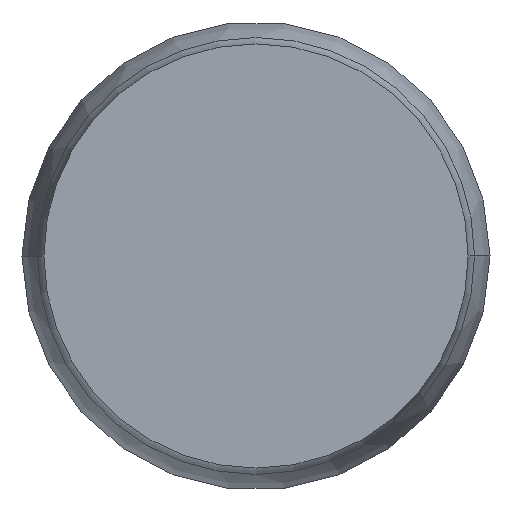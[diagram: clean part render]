
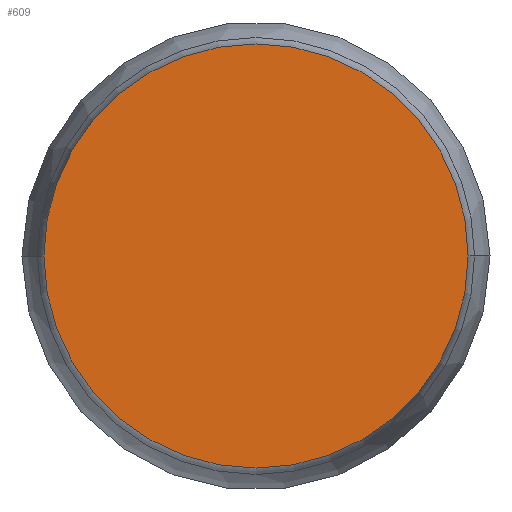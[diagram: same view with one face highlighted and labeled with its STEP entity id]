
A CAD part, left-side view. The second image highlights one B-rep face of the part: STEP entity #609.
In plain terms, the highlighted planar face has unit normal (-1, 0, 0).
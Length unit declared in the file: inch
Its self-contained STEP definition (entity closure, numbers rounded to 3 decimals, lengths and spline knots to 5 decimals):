
#36 = CARTESIAN_POINT ( 'NONE',  ( 0., -0.033, 0. ) ) ;
#43 = CARTESIAN_POINT ( 'NONE',  ( 0., 0.033, 0. ) ) ;
#69 = CARTESIAN_POINT ( 'NONE',  ( 0., 0., 0. ) ) ;
#120 = PLANE ( 'NONE',  #497 ) ;
#123 = DIRECTION ( 'NONE',  ( 0., -1., 0. ) ) ;
#124 = DIRECTION ( 'NONE',  ( -1., 0., 0. ) ) ;
#145 = CIRCLE ( 'NONE', #487, 0.033 ) ;
#168 = FACE_OUTER_BOUND ( 'NONE', #735, .T. ) ;
#188 = CIRCLE ( 'NONE', #461, 0.033 ) ;
#341 = DIRECTION ( 'NONE',  ( 0., 1., 0. ) ) ;
#359 = DIRECTION ( 'NONE',  ( 1., 0., 0. ) ) ;
#385 = CARTESIAN_POINT ( 'NONE',  ( 0., 0., 0. ) ) ;
#400 = DIRECTION ( 'NONE',  ( 1., 0., 0. ) ) ;
#429 = CARTESIAN_POINT ( 'NONE',  ( 0., 0., 0. ) ) ;
#438 = DIRECTION ( 'NONE',  ( 0., 1., 0. ) ) ;
#461 = AXIS2_PLACEMENT_3D ( 'NONE', #385, #400, #341 ) ;
#487 = AXIS2_PLACEMENT_3D ( 'NONE', #429, #359, #438 ) ;
#497 = AXIS2_PLACEMENT_3D ( 'NONE', #69, #124, #123 ) ;
#581 = EDGE_CURVE ( 'NONE', #639, #742, #188, .T. ) ;
#591 = EDGE_CURVE ( 'NONE', #742, #639, #145, .T. ) ;
#609 = ADVANCED_FACE ( 'NONE', ( #168 ), #120, .T. ) ;
#625 = ORIENTED_EDGE ( 'NONE', *, *, #581, .F. ) ;
#639 = VERTEX_POINT ( 'NONE', #43 ) ;
#735 = EDGE_LOOP ( 'NONE', ( #625, #764 ) ) ;
#742 = VERTEX_POINT ( 'NONE', #36 ) ;
#764 = ORIENTED_EDGE ( 'NONE', *, *, #591, .F. ) ;
